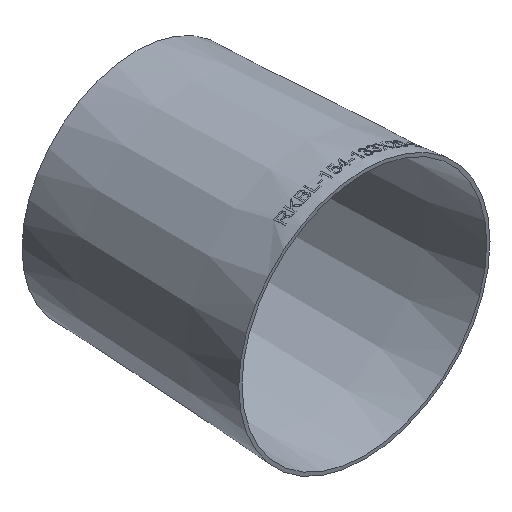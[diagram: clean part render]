
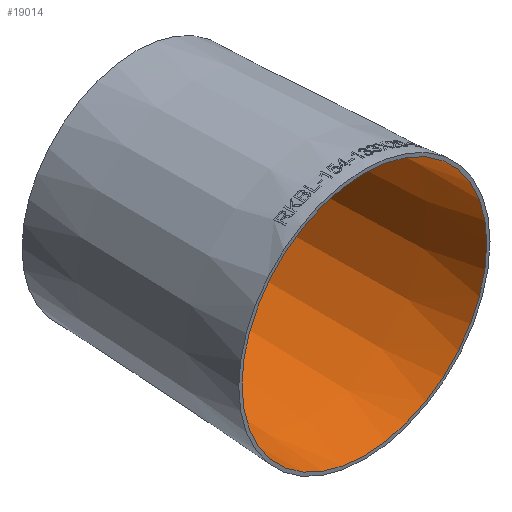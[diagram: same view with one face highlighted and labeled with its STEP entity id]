
A CAD part, isometric view. The second image highlights one B-rep face of the part: STEP entity #19014.
In plain terms, the highlighted conical face has half-angle 2.924 degrees and reference radius 74.997 mm.
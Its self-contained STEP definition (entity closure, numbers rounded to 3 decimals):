
#516 = EDGE_CURVE ( 'NONE', #10823, #10823, #19590, .T. ) ;
#732 = CARTESIAN_POINT ( 'NONE',  ( 0., 140., 0. ) ) ;
#1756 = CIRCLE ( 'NONE', #3124, 67.847 ) ;
#1983 = EDGE_CURVE ( 'NONE', #21503, #21503, #1756, .T. ) ;
#2589 = DIRECTION ( 'NONE',  ( 0., 0., -1. ) ) ;
#3124 = AXIS2_PLACEMENT_3D ( 'NONE', #732, #14204, #16660 ) ;
#4461 = AXIS2_PLACEMENT_3D ( 'NONE', #5557, #19091, #14317 ) ;
#5557 = CARTESIAN_POINT ( 'NONE',  ( 0., 0., 0. ) ) ;
#6075 = DIRECTION ( 'NONE',  ( 0., -1., 0. ) ) ;
#6390 = CARTESIAN_POINT ( 'NONE',  ( 0., 140., -67.847 ) ) ;
#7064 = CONICAL_SURFACE ( 'NONE', #10723, 74.997, 0.051 ) ;
#8955 = EDGE_LOOP ( 'NONE', ( #19145 ) ) ;
#9045 = FACE_BOUND ( 'NONE', #8955, .T. ) ;
#10723 = AXIS2_PLACEMENT_3D ( 'NONE', #13197, #6075, #2589 ) ;
#10823 = VERTEX_POINT ( 'NONE', #19471 ) ;
#13197 = CARTESIAN_POINT ( 'NONE',  ( 0., 0., 0. ) ) ;
#14204 = DIRECTION ( 'NONE',  ( 0., -1., 0. ) ) ;
#14317 = DIRECTION ( 'NONE',  ( 0., 0., -1. ) ) ;
#15775 = EDGE_LOOP ( 'NONE', ( #27349 ) ) ;
#16660 = DIRECTION ( 'NONE',  ( 0., 0., -1. ) ) ;
#19014 = ADVANCED_FACE ( 'NONE', ( #9045, #25764 ), #7064, .F. ) ;
#19091 = DIRECTION ( 'NONE',  ( 0., -1., 0. ) ) ;
#19145 = ORIENTED_EDGE ( 'NONE', *, *, #1983, .F. ) ;
#19471 = CARTESIAN_POINT ( 'NONE',  ( 0., 0., -74.997 ) ) ;
#19590 = CIRCLE ( 'NONE', #4461, 74.997 ) ;
#21503 = VERTEX_POINT ( 'NONE', #6390 ) ;
#25764 = FACE_OUTER_BOUND ( 'NONE', #15775, .T. ) ;
#27349 = ORIENTED_EDGE ( 'NONE', *, *, #516, .T. ) ;
